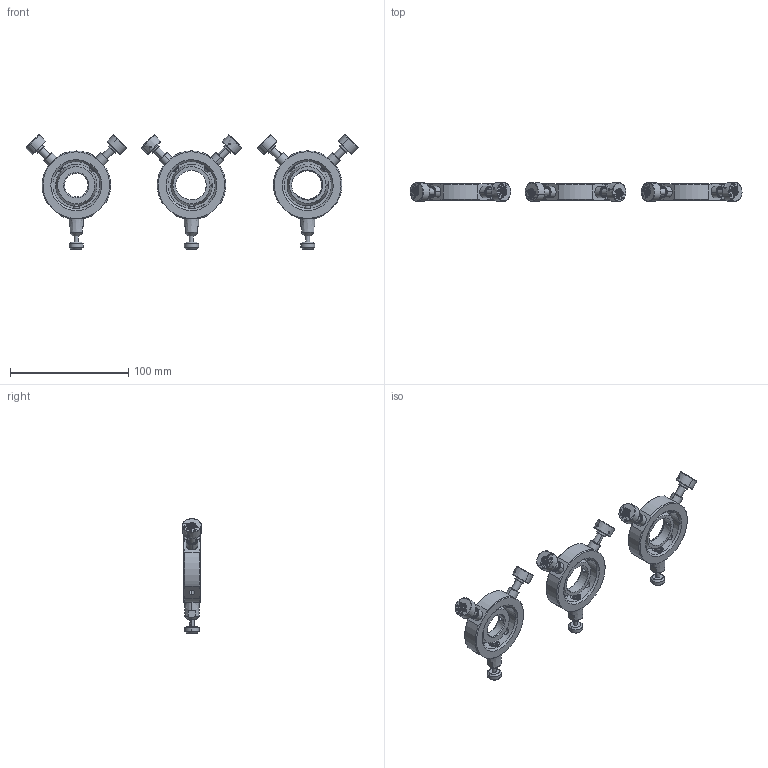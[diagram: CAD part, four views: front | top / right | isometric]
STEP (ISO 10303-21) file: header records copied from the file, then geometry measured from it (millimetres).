
FILE_DESCRIPTION(/* description */ (''),/* implementation_level */ '2;1');
FILE_NAME(/* name */ '01_MM-YZ-20',/* time_stamp */ '2024-08-22T11:11:10+03:00',/* author */ (''),/* organization */ (''),/* preprocessor_version */ 'ST-DEVELOPER v15',/* originating_system */ '',/* authorisation */ '');
FILE_SCHEMA (('AUTOMOTIVE_DESIGN'));
Length unit declared in the file: millimetre
Products named in the file (3): Document; 01_MM-YZ-25.4; 01_MM-YZ-25
Assembly tree (2 placements, depth 2):
  Document
    01_MM-YZ-25.4
    01_MM-YZ-25
Bounding box: 280.96 x 16.13 x 96.86 mm (x, y, z)
Volume: 88944.1 mm3; surface area: 56817.6 mm2
Topology: 42 solids, 42 shells, 1734 faces, 4573 edges, 2967 vertices
Faces by surface type: bspline 944, plane 790
Entity records: 57276 total; most frequent: CARTESIAN_POINT 28906, ORIENTED_EDGE 9050, EDGE_CURVE 4525, VERTEX_POINT 2967, B_SPLINE_CURVE_WITH_KNOTS 2923, EDGE_LOOP 1946, ADVANCED_FACE 1734, FACE_OUTER_BOUND 1734
